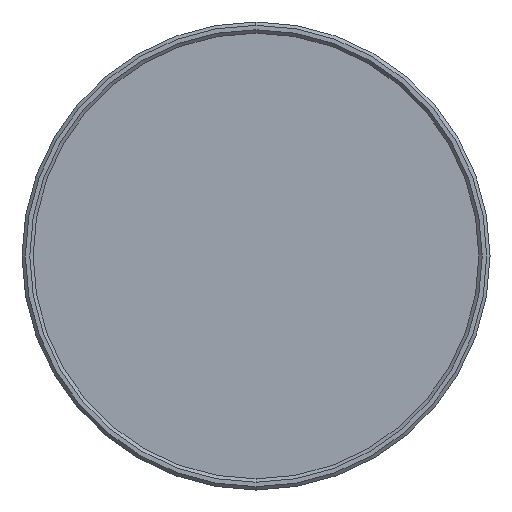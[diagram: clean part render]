
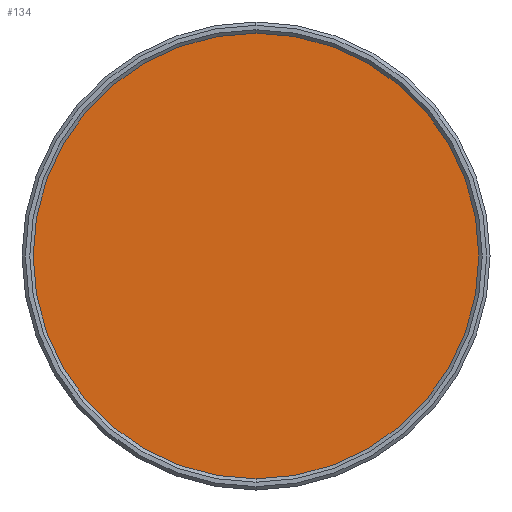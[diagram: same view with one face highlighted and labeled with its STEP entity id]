
A CAD part, left-side view. The second image highlights one B-rep face of the part: STEP entity #134.
In plain terms, the highlighted planar face has unit normal (-1, 0, 0).
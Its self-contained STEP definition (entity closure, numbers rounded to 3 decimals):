
#134=ADVANCED_FACE('FL-CC0814A-2M spec',(#200),#980,.T.);
#200=FACE_OUTER_BOUND('',#818,.T.);
#287=ORIENTED_EDGE('',*,*,#543,.F.);
#288=ORIENTED_EDGE('',*,*,#544,.F.);
#543=EDGE_CURVE('33',#755,#756,#671,.T.);
#544=EDGE_CURVE('34',#756,#755,#672,.T.);
#671=CIRCLE('',#1285,20.);
#672=CIRCLE('',#1286,20.);
#755=VERTEX_POINT('38',#1081);
#756=VERTEX_POINT('39',#1082);
#818=EDGE_LOOP('',(#287,#288));
#980=PLANE('',#1284);
#1080=CARTESIAN_POINT('',(3.,48.,-24.));
#1081=CARTESIAN_POINT('',(3.,0.,20.));
#1082=CARTESIAN_POINT('',(3.,0.,-20.));
#1083=CARTESIAN_POINT('',(3.,0.,0.));
#1084=CARTESIAN_POINT('',(3.,0.,0.));
#1284=AXIS2_PLACEMENT_3D('',#1080,#1351,#1352);
#1285=AXIS2_PLACEMENT_3D('',#1083,#1350,#1349);
#1286=AXIS2_PLACEMENT_3D('',#1084,#1350,#1353);
#1349=DIRECTION('',(0.,0.,1.));
#1350=DIRECTION('',(1.,0.,0.));
#1351=DIRECTION('',(-1.,0.,0.));
#1352=DIRECTION('',(0.,-1.,0.));
#1353=DIRECTION('',(0.,0.,-1.));
